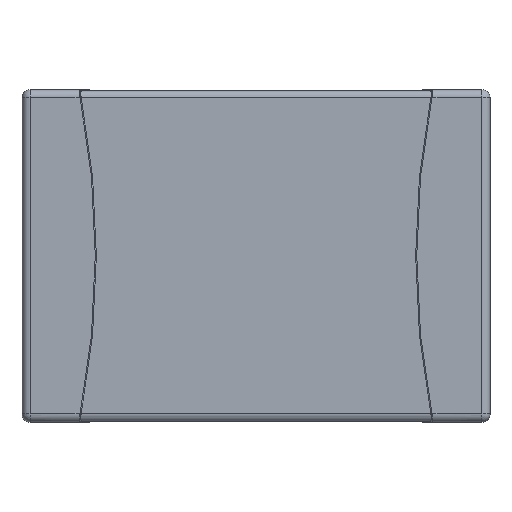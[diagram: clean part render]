
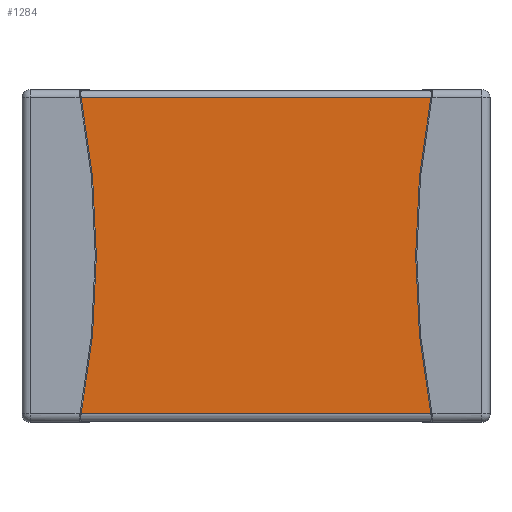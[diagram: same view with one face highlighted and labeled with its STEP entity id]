
A CAD part, top view. The second image highlights one B-rep face of the part: STEP entity #1284.
In plain terms, the highlighted planar face has unit normal (0, 0, 1).
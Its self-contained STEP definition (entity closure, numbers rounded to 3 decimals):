
#167=LINE('',#3352,#241);
#180=LINE('',#3392,#254);
#181=LINE('',#3395,#255);
#182=LINE('',#3396,#256);
#241=VECTOR('',#1726,1.);
#254=VECTOR('',#1765,1.);
#255=VECTOR('',#1770,1.);
#256=VECTOR('',#1771,1.);
#280=PLANE('',#1446);
#362=FACE_OUTER_BOUND('',#446,.T.);
#446=EDGE_LOOP('',(#1155,#1156,#1157,#1158));
#613=VERTEX_POINT('',#3350);
#614=VERTEX_POINT('',#3351);
#627=VERTEX_POINT('',#3389);
#628=VERTEX_POINT('',#3391);
#787=EDGE_CURVE('',#613,#614,#167,.T.);
#807=EDGE_CURVE('',#627,#628,#180,.T.);
#809=EDGE_CURVE('',#614,#628,#181,.T.);
#810=EDGE_CURVE('',#613,#627,#182,.T.);
#1155=ORIENTED_EDGE('',*,*,#787,.T.);
#1156=ORIENTED_EDGE('',*,*,#809,.T.);
#1157=ORIENTED_EDGE('',*,*,#807,.F.);
#1158=ORIENTED_EDGE('',*,*,#810,.F.);
#1284=ADVANCED_FACE('',(#362),#280,.T.);
#1446=AXIS2_PLACEMENT_3D('',#3394,#1768,#1769);
#1726=DIRECTION('',(1.,0.,0.));
#1765=DIRECTION('',(1.,0.,0.));
#1768=DIRECTION('center_axis',(0.,0.,1.));
#1769=DIRECTION('ref_axis',(0.,1.,0.));
#1770=DIRECTION('',(0.,1.,0.));
#1771=DIRECTION('',(0.,1.,0.));
#3350=CARTESIAN_POINT('',(-2.15,-1.52,1.25));
#3351=CARTESIAN_POINT('',(2.15,-1.52,1.25));
#3352=CARTESIAN_POINT('',(-2.15,-1.52,1.25));
#3389=CARTESIAN_POINT('',(-2.15,1.52,1.25));
#3391=CARTESIAN_POINT('',(2.15,1.52,1.25));
#3392=CARTESIAN_POINT('',(-2.15,1.52,1.25));
#3394=CARTESIAN_POINT('Origin',(-2.15,-1.52,1.25));
#3395=CARTESIAN_POINT('',(2.15,-1.52,1.25));
#3396=CARTESIAN_POINT('',(-2.15,-1.52,1.25));
